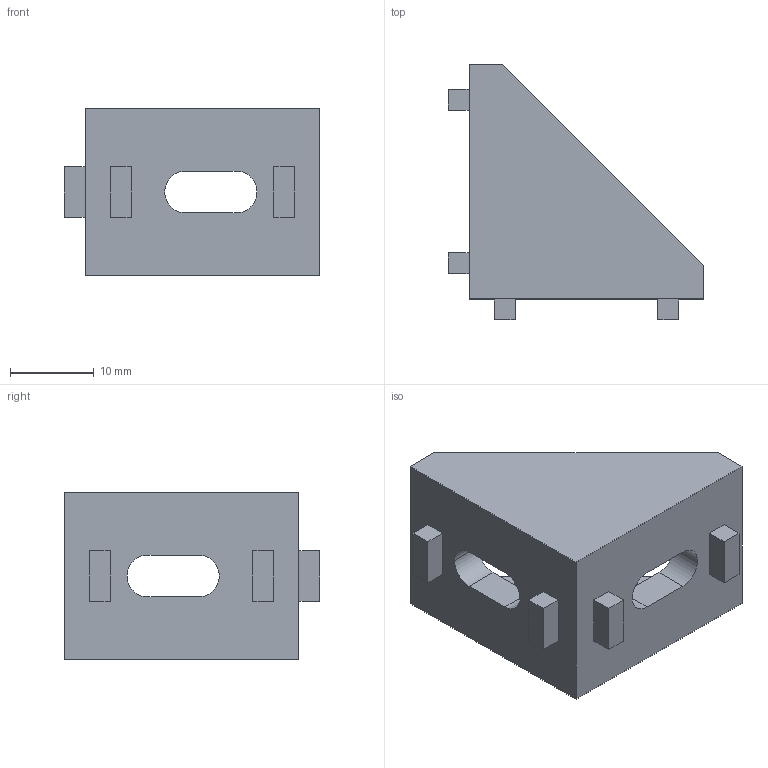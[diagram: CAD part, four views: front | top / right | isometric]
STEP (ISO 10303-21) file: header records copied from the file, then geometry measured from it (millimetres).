
FILE_DESCRIPTION (( 'STEP AP203' ), '1' );
FILE_NAME ('ALF-RC2028-6.step', '2024-08-13T09:15:10', ( '' ), ( '' ), 'SwSTEP 2.0', 'SolidWorks 2022', '' );
FILE_SCHEMA (( 'CONFIG_CONTROL_DESIGN' ));
Length unit declared in the file: millimetre
Products named in the file (1): ALF-RC2028-6
Bounding box: 30.5 x 30.5 x 20 mm (x, y, z)
Volume: 5064.9 mm3; surface area: 3944.9 mm2
Topology: 1 solids, 1 shells, 41 faces, 101 edges, 66 vertices
Faces by surface type: plane 36, cylinder 5
Entity records: 1278 total; most frequent: CARTESIAN_POINT 209, ORIENTED_EDGE 202, DIRECTION 195, EDGE_CURVE 101, LINE 91, VECTOR 91, VERTEX_POINT 66, AXIS2_PLACEMENT_3D 52
